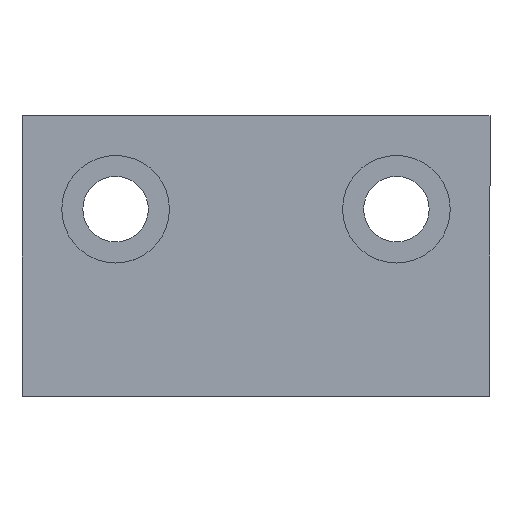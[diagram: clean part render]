
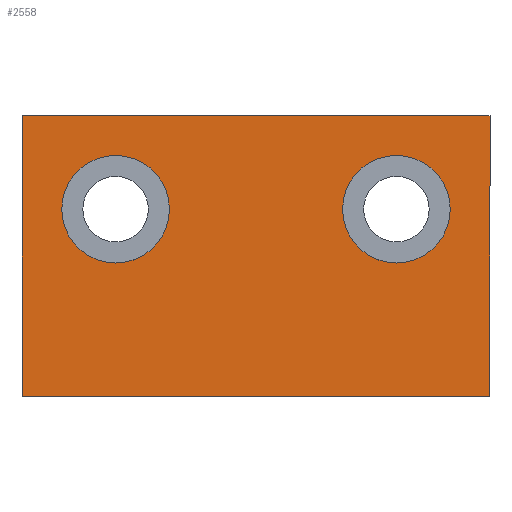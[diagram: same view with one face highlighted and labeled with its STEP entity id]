
A CAD part, front view. The second image highlights one B-rep face of the part: STEP entity #2558.
In plain terms, the highlighted planar face has unit normal (0, -1, 0).
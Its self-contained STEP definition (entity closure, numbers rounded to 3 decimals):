
#22 = CARTESIAN_POINT ( 'NONE',  ( 15., 0., 9. ) ) ;
#93 = CARTESIAN_POINT ( 'NONE',  ( -15., 0., -9. ) ) ;
#108 = ORIENTED_EDGE ( 'NONE', *, *, #3535, .F. ) ;
#136 = EDGE_CURVE ( 'NONE', #2007, #3408, #3577, .T. ) ;
#160 = VERTEX_POINT ( 'NONE', #1839 ) ;
#282 = VERTEX_POINT ( 'NONE', #3596 ) ;
#360 = CARTESIAN_POINT ( 'NONE',  ( -9., 0., 3. ) ) ;
#483 = VECTOR ( 'NONE', #3069, 1000. ) ;
#485 = EDGE_CURVE ( 'NONE', #3424, #548, #1991, .T. ) ;
#548 = VERTEX_POINT ( 'NONE', #1501 ) ;
#624 = AXIS2_PLACEMENT_3D ( 'NONE', #1198, #3191, #1475 ) ;
#655 = DIRECTION ( 'NONE',  ( 0., 0., -1. ) ) ;
#795 = CARTESIAN_POINT ( 'NONE',  ( 15., 0., -9. ) ) ;
#808 = ORIENTED_EDGE ( 'NONE', *, *, #2487, .F. ) ;
#834 = AXIS2_PLACEMENT_3D ( 'NONE', #1663, #1395, #3403 ) ;
#915 = EDGE_LOOP ( 'NONE', ( #108, #3655 ) ) ;
#957 = ORIENTED_EDGE ( 'NONE', *, *, #3334, .F. ) ;
#991 = CARTESIAN_POINT ( 'NONE',  ( 9., 0., 3. ) ) ;
#1107 = ORIENTED_EDGE ( 'NONE', *, *, #1458, .F. ) ;
#1143 = FACE_BOUND ( 'NONE', #2510, .T. ) ;
#1198 = CARTESIAN_POINT ( 'NONE',  ( 9., 0., 3. ) ) ;
#1281 = DIRECTION ( 'NONE',  ( 0., 0., -1. ) ) ;
#1304 = EDGE_LOOP ( 'NONE', ( #3548, #957, #808, #1107 ) ) ;
#1395 = DIRECTION ( 'NONE',  ( 0., -1., 0. ) ) ;
#1405 = CARTESIAN_POINT ( 'NONE',  ( -9., 0., -0.45 ) ) ;
#1442 = DIRECTION ( 'NONE',  ( 0., -1., 0. ) ) ;
#1458 = EDGE_CURVE ( 'NONE', #3328, #3399, #1725, .T. ) ;
#1475 = DIRECTION ( 'NONE',  ( 0., 0., -1. ) ) ;
#1500 = CIRCLE ( 'NONE', #624, 3.45 ) ;
#1501 = CARTESIAN_POINT ( 'NONE',  ( -9., 0., 6.45 ) ) ;
#1547 = LINE ( 'NONE', #795, #2121 ) ;
#1663 = CARTESIAN_POINT ( 'NONE',  ( 0., 0., 0. ) ) ;
#1725 = LINE ( 'NONE', #22, #3259 ) ;
#1797 = DIRECTION ( 'NONE',  ( 0., 0., 1. ) ) ;
#1799 = FACE_BOUND ( 'NONE', #915, .T. ) ;
#1839 = CARTESIAN_POINT ( 'NONE',  ( 15., 0., -9. ) ) ;
#1920 = ORIENTED_EDGE ( 'NONE', *, *, #3002, .F. ) ;
#1934 = DIRECTION ( 'NONE',  ( -1., 0., 0. ) ) ;
#1991 = CIRCLE ( 'NONE', #3312, 3.45 ) ;
#1996 = DIRECTION ( 'NONE',  ( 1., 0., 0. ) ) ;
#2007 = VERTEX_POINT ( 'NONE', #3279 ) ;
#2085 = AXIS2_PLACEMENT_3D ( 'NONE', #3155, #1442, #3449 ) ;
#2121 = VECTOR ( 'NONE', #1934, 1000. ) ;
#2345 = DIRECTION ( 'NONE',  ( 0., -1., 0. ) ) ;
#2402 = ORIENTED_EDGE ( 'NONE', *, *, #485, .F. ) ;
#2487 = EDGE_CURVE ( 'NONE', #3399, #160, #2752, .T. ) ;
#2510 = EDGE_LOOP ( 'NONE', ( #2402, #1920 ) ) ;
#2558 = ADVANCED_FACE ( 'NONE', ( #1143, #1799, #2563 ), #2816, .T. ) ;
#2563 = FACE_OUTER_BOUND ( 'NONE', #1304, .T. ) ;
#2664 = LINE ( 'NONE', #93, #3340 ) ;
#2752 = LINE ( 'NONE', #3350, #483 ) ;
#2814 = CARTESIAN_POINT ( 'NONE',  ( 9., 0., -0.45 ) ) ;
#2816 = PLANE ( 'NONE',  #834 ) ;
#2986 = DIRECTION ( 'NONE',  ( 0., -1., 0. ) ) ;
#3002 = EDGE_CURVE ( 'NONE', #548, #3424, #3203, .T. ) ;
#3069 = DIRECTION ( 'NONE',  ( 0., 0., -1. ) ) ;
#3155 = CARTESIAN_POINT ( 'NONE',  ( -9., 0., 3. ) ) ;
#3167 = EDGE_CURVE ( 'NONE', #282, #3328, #2664, .T. ) ;
#3191 = DIRECTION ( 'NONE',  ( 0., -1., 0. ) ) ;
#3203 = CIRCLE ( 'NONE', #2085, 3.45 ) ;
#3259 = VECTOR ( 'NONE', #1996, 1000. ) ;
#3279 = CARTESIAN_POINT ( 'NONE',  ( 9., 0., 6.45 ) ) ;
#3312 = AXIS2_PLACEMENT_3D ( 'NONE', #360, #2345, #655 ) ;
#3328 = VERTEX_POINT ( 'NONE', #3373 ) ;
#3334 = EDGE_CURVE ( 'NONE', #160, #282, #1547, .T. ) ;
#3340 = VECTOR ( 'NONE', #1797, 1000. ) ;
#3350 = CARTESIAN_POINT ( 'NONE',  ( 15., 0., -9. ) ) ;
#3373 = CARTESIAN_POINT ( 'NONE',  ( -15., 0., 9. ) ) ;
#3385 = AXIS2_PLACEMENT_3D ( 'NONE', #991, #2986, #1281 ) ;
#3398 = CARTESIAN_POINT ( 'NONE',  ( 15., 0., 9. ) ) ;
#3399 = VERTEX_POINT ( 'NONE', #3398 ) ;
#3403 = DIRECTION ( 'NONE',  ( 0., 0., -1. ) ) ;
#3408 = VERTEX_POINT ( 'NONE', #2814 ) ;
#3424 = VERTEX_POINT ( 'NONE', #1405 ) ;
#3449 = DIRECTION ( 'NONE',  ( 0., 0., -1. ) ) ;
#3535 = EDGE_CURVE ( 'NONE', #3408, #2007, #1500, .T. ) ;
#3548 = ORIENTED_EDGE ( 'NONE', *, *, #3167, .F. ) ;
#3577 = CIRCLE ( 'NONE', #3385, 3.45 ) ;
#3596 = CARTESIAN_POINT ( 'NONE',  ( -15., 0., -9. ) ) ;
#3655 = ORIENTED_EDGE ( 'NONE', *, *, #136, .F. ) ;
